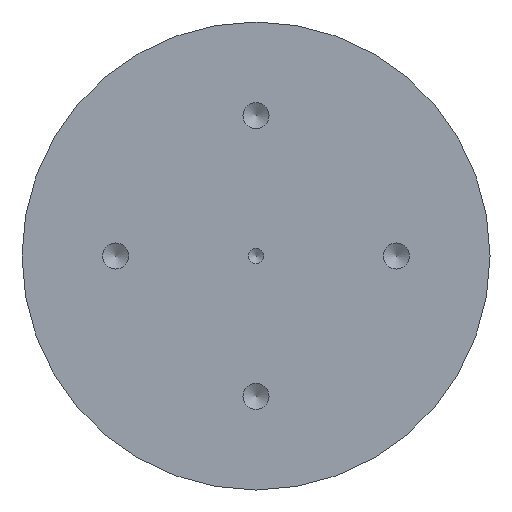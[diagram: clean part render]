
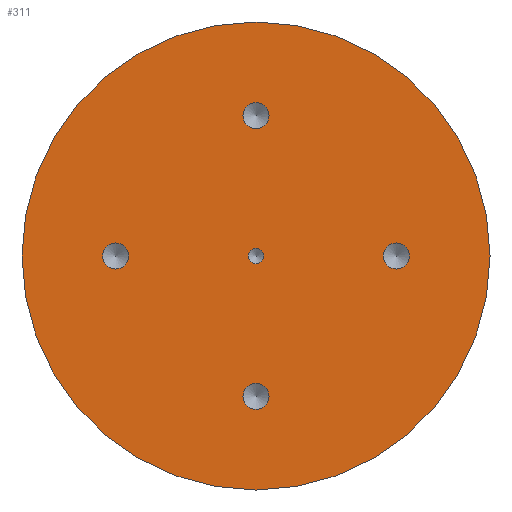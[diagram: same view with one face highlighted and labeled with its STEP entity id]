
A CAD part, front view. The second image highlights one B-rep face of the part: STEP entity #311.
In plain terms, the highlighted planar face has unit normal (0, -1, 0).
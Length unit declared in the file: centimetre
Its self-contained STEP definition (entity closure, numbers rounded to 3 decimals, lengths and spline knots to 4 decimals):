
#106=PLANE('',#346);
#117=CIRCLE('',#315,0.25);
#119=CIRCLE('',#319,0.4188);
#121=CIRCLE('',#323,0.4188);
#123=CIRCLE('',#327,0.4188);
#125=CIRCLE('',#331,0.4188);
#130=CIRCLE('',#339,7.5);
#135=EDGE_CURVE('',#231,#231,#117,.T.);
#137=EDGE_CURVE('',#234,#234,#119,.T.);
#139=EDGE_CURVE('',#237,#237,#121,.T.);
#141=EDGE_CURVE('',#240,#240,#123,.T.);
#143=EDGE_CURVE('',#243,#243,#125,.T.);
#148=EDGE_CURVE('',#248,#248,#130,.T.);
#182=ORIENTED_EDGE('',*,*,#135,.T.);
#183=ORIENTED_EDGE('',*,*,#137,.T.);
#184=ORIENTED_EDGE('',*,*,#139,.T.);
#185=ORIENTED_EDGE('',*,*,#141,.T.);
#186=ORIENTED_EDGE('',*,*,#143,.T.);
#187=ORIENTED_EDGE('',*,*,#148,.F.);
#218=EDGE_LOOP('',(#182));
#219=EDGE_LOOP('',(#183));
#220=EDGE_LOOP('',(#184));
#221=EDGE_LOOP('',(#185));
#222=EDGE_LOOP('',(#186));
#223=EDGE_LOOP('',(#187));
#231=VERTEX_POINT('',#353);
#234=VERTEX_POINT('',#360);
#237=VERTEX_POINT('',#367);
#240=VERTEX_POINT('',#374);
#243=VERTEX_POINT('',#381);
#248=VERTEX_POINT('',#394);
#287=FACE_BOUND('',#218,.T.);
#288=FACE_BOUND('',#219,.T.);
#289=FACE_BOUND('',#220,.T.);
#290=FACE_BOUND('',#221,.T.);
#291=FACE_BOUND('',#222,.T.);
#292=FACE_BOUND('',#223,.T.);
#311=ADVANCED_FACE('',(#287,#288,#289,#290,#291,#292),#106,.F.);
#315=AXIS2_PLACEMENT_3D('',#352,#411,#412);
#319=AXIS2_PLACEMENT_3D('',#359,#419,#420);
#323=AXIS2_PLACEMENT_3D('',#366,#427,#428);
#327=AXIS2_PLACEMENT_3D('',#373,#435,#436);
#331=AXIS2_PLACEMENT_3D('',#380,#443,#444);
#339=AXIS2_PLACEMENT_3D('',#393,#457,#458);
#346=AXIS2_PLACEMENT_3D('',#404,#469,$);
#352=CARTESIAN_POINT('',(0.,0.,0.));
#353=CARTESIAN_POINT('',(0.,0.,0.25));
#359=CARTESIAN_POINT('',(0.,0.,-4.5));
#360=CARTESIAN_POINT('',(0.,0.,-4.0812));
#366=CARTESIAN_POINT('',(0.,0.,4.5));
#367=CARTESIAN_POINT('',(0.,0.,4.9188));
#373=CARTESIAN_POINT('',(4.5,0.,0.));
#374=CARTESIAN_POINT('',(4.5,0.,0.4188));
#380=CARTESIAN_POINT('',(-4.5,0.,0.));
#381=CARTESIAN_POINT('',(-4.5,0.,0.4188));
#393=CARTESIAN_POINT('',(0.,0.,0.));
#394=CARTESIAN_POINT('',(7.5,0.,0.));
#404=CARTESIAN_POINT('',(0.,0.,0.));
#411=DIRECTION('',(0.,1.,0.));
#412=DIRECTION('',(0.,0.,0.25));
#419=DIRECTION('',(0.,1.,0.));
#420=DIRECTION('',(0.,0.,0.419));
#427=DIRECTION('',(0.,1.,0.));
#428=DIRECTION('',(0.,0.,0.419));
#435=DIRECTION('',(0.,1.,0.));
#436=DIRECTION('',(0.,0.,0.419));
#443=DIRECTION('',(0.,1.,0.));
#444=DIRECTION('',(0.,0.,0.419));
#457=DIRECTION('',(0.,1.,0.));
#458=DIRECTION('',(7.5,0.,0.));
#469=DIRECTION('',(0.,1.,0.));
